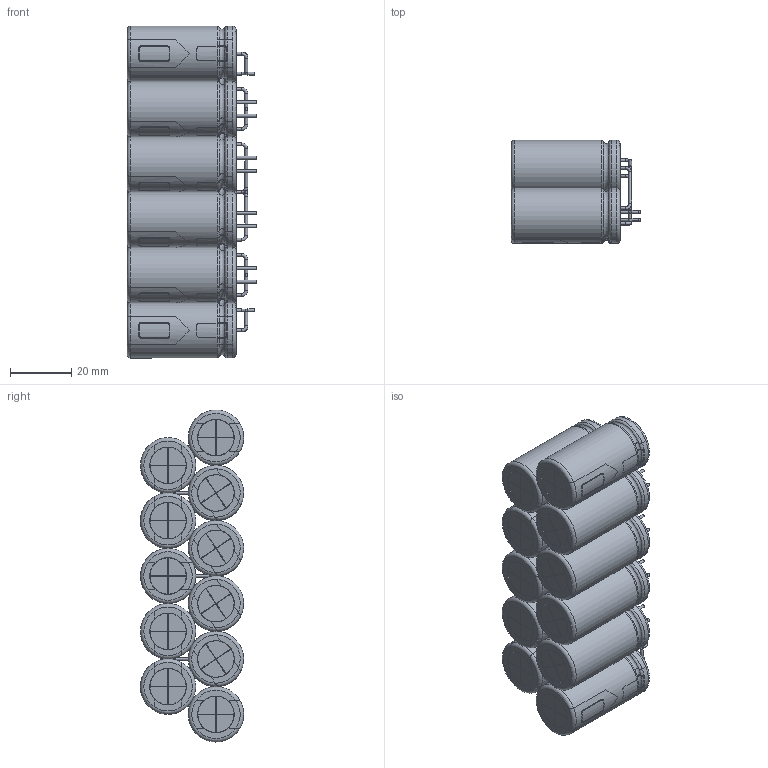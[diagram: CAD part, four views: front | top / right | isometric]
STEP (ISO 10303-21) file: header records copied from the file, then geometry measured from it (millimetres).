
FILE_DESCRIPTION(/* description */ (''),/* implementation_level */ '2;1');
FILE_NAME(/* name */ 'cap.step',/* time_stamp */ '2020-01-17T19:53:22+03:00',/* author */ (''),/* organization */ (''),/* preprocessor_version */ 'ST-DEVELOPER v18',/* originating_system */ 'Autodesk Translation Framework v8.12.0.6',/* authorisation */ '');
FILE_SCHEMA (('AUTOMOTIVE_DESIGN { 1 0 10303 214 3 1 1 }'));
Length unit declared in the file: millimetre
Products named in the file (2): Untitled; EC (Generic)
Assembly tree (11 placements, depth 2):
  Untitled
    EC (Generic)  x11
Bounding box: 42.23 x 33.59 x 108 mm (x, y, z)
Volume: 97573.3 mm3; surface area: 28330.5 mm2
Topology: 32 solids, 32 shells, 864 faces, 2184 edges, 1406 vertices
Faces by surface type: cylinder 361, torus 285, plane 196, cone 22
Full cylindrical faces by diameter (mm): 0.9 x42, 11.906 x11, 14.625 x11, 18 x11
Entity records: 6225 total; most frequent: CARTESIAN_POINT 2111, DIRECTION 941, ORIENTED_EDGE 748, AXIS2_PLACEMENT_3D 426, EDGE_CURVE 374, VERTEX_POINT 246, CIRCLE 229, EDGE_LOOP 176
